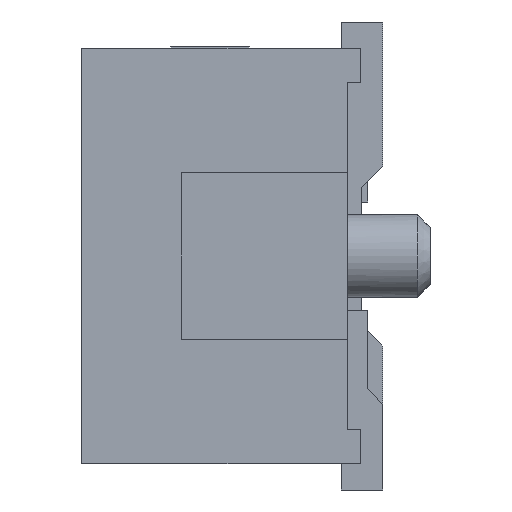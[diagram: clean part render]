
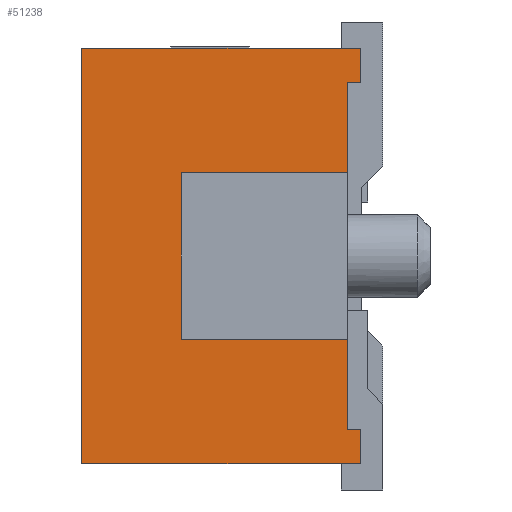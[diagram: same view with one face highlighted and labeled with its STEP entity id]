
A CAD part, left-side view. The second image highlights one B-rep face of the part: STEP entity #51238.
In plain terms, the highlighted planar face has unit normal (-1, 0, 0).
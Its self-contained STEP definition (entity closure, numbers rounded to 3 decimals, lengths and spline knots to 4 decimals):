
#1003=DIRECTION('',(0.,0.,1.));
#1004=VECTOR('',#1003,1.385);
#1005=CARTESIAN_POINT('',(-22.475,0.,-2.655));
#1006=LINE('',#1005,#1004);
#1007=DIRECTION('',(0.,1.,0.));
#1008=VECTOR('',#1007,0.2);
#1009=CARTESIAN_POINT('',(-22.475,-0.2,-2.655));
#1010=LINE('',#1009,#1008);
#1011=DIRECTION('',(0.,0.,1.));
#1012=VECTOR('',#1011,0.52);
#1013=CARTESIAN_POINT('',(-22.475,-0.2,-3.175));
#1014=LINE('',#1013,#1012);
#1015=DIRECTION('',(0.,-1.,0.));
#1016=VECTOR('',#1015,4.26);
#1017=CARTESIAN_POINT('',(-22.475,4.06,-3.175));
#1018=LINE('',#1017,#1016);
#1019=DIRECTION('',(0.,0.,-1.));
#1020=VECTOR('',#1019,6.35);
#1021=CARTESIAN_POINT('',(-22.475,4.06,3.175));
#1022=LINE('',#1021,#1020);
#1023=DIRECTION('',(0.,1.,0.));
#1024=VECTOR('',#1023,4.26);
#1025=CARTESIAN_POINT('',(-22.475,-0.2,3.175));
#1026=LINE('',#1025,#1024);
#1027=DIRECTION('',(0.,0.,1.));
#1028=VECTOR('',#1027,0.52);
#1029=CARTESIAN_POINT('',(-22.475,-0.2,2.655));
#1030=LINE('',#1029,#1028);
#1031=DIRECTION('',(0.,-1.,0.));
#1032=VECTOR('',#1031,0.2);
#1033=CARTESIAN_POINT('',(-22.475,0.,2.655));
#1034=LINE('',#1033,#1032);
#1035=DIRECTION('',(0.,0.,1.));
#1036=VECTOR('',#1035,1.385);
#1037=CARTESIAN_POINT('',(-22.475,0.,1.27));
#1038=LINE('',#1037,#1036);
#36388=DIRECTION('',(0.,1.,0.));
#36389=VECTOR('',#36388,2.54);
#36390=CARTESIAN_POINT('',(-22.475,0.,1.27));
#36391=LINE('',#36390,#36389);
#36475=DIRECTION('',(0.,-1.,0.));
#36476=VECTOR('',#36475,2.54);
#36477=CARTESIAN_POINT('',(-22.475,2.54,-1.27));
#36478=LINE('',#36477,#36476);
#36487=DIRECTION('',(0.,0.,1.));
#36488=VECTOR('',#36487,2.54);
#36489=CARTESIAN_POINT('',(-22.475,2.54,-1.27));
#36490=LINE('',#36489,#36488);
#36511=CARTESIAN_POINT('',(-22.475,0.,2.655));
#36512=VERTEX_POINT('',#36511);
#36513=CARTESIAN_POINT('',(-22.475,0.,1.27));
#36514=VERTEX_POINT('',#36513);
#36527=CARTESIAN_POINT('',(-22.475,0.,-1.27));
#36528=VERTEX_POINT('',#36527);
#36529=CARTESIAN_POINT('',(-22.475,0.,-2.655));
#36530=VERTEX_POINT('',#36529);
#39363=CARTESIAN_POINT('',(-22.475,4.06,-3.175));
#39365=VERTEX_POINT('',#39363);
#39369=CARTESIAN_POINT('',(-22.475,4.06,3.175));
#39370=VERTEX_POINT('',#39369);
#41321=CARTESIAN_POINT('',(-22.475,-0.2,-3.175));
#41322=VERTEX_POINT('',#41321);
#41429=CARTESIAN_POINT('',(-22.475,-0.2,3.175));
#41430=VERTEX_POINT('',#41429);
#43061=CARTESIAN_POINT('',(-22.475,-0.2,2.655));
#43062=VERTEX_POINT('',#43061);
#43731=CARTESIAN_POINT('',(-22.475,-0.2,-2.655));
#43732=VERTEX_POINT('',#43731);
#48009=CARTESIAN_POINT('',(-22.475,2.54,1.27));
#48010=VERTEX_POINT('',#48009);
#48011=CARTESIAN_POINT('',(-22.475,2.54,-1.27));
#48012=VERTEX_POINT('',#48011);
#51212=CARTESIAN_POINT('',(-22.475,1.93,0.));
#51213=DIRECTION('',(1.,0.,0.));
#51214=DIRECTION('',(0.,0.,1.));
#51215=AXIS2_PLACEMENT_3D('',#51212,#51213,#51214);
#51216=PLANE('',#51215);
#51217=ORIENTED_EDGE('',*,*,#50678,.F.);
#51219=ORIENTED_EDGE('',*,*,#51218,.F.);
#51221=ORIENTED_EDGE('',*,*,#51220,.F.);
#51222=ORIENTED_EDGE('',*,*,#50603,.F.);
#51223=ORIENTED_EDGE('',*,*,#48358,.F.);
#51225=ORIENTED_EDGE('',*,*,#51224,.F.);
#51227=ORIENTED_EDGE('',*,*,#51226,.F.);
#51228=ORIENTED_EDGE('',*,*,#51203,.F.);
#51229=ORIENTED_EDGE('',*,*,#50694,.F.);
#51231=ORIENTED_EDGE('',*,*,#51230,.T.);
#51233=ORIENTED_EDGE('',*,*,#51232,.F.);
#51235=ORIENTED_EDGE('',*,*,#51234,.T.);
#51236=EDGE_LOOP('',(#51217,#51219,#51221,#51222,#51223,#51225,#51227,#51228,
#51229,#51231,#51233,#51235));
#51237=FACE_OUTER_BOUND('',#51236,.F.);
#51238=ADVANCED_FACE('',(#51237),#51216,.F.);
#48358=EDGE_CURVE('',#39370,#39365,#1022,.T.);
#50603=EDGE_CURVE('',#39365,#41322,#1018,.T.);
#50678=EDGE_CURVE('',#36530,#36528,#1006,.T.);
#50694=EDGE_CURVE('',#36514,#36512,#1038,.T.);
#51203=EDGE_CURVE('',#36512,#43062,#1034,.T.);
#51218=EDGE_CURVE('',#43732,#36530,#1010,.T.);
#51220=EDGE_CURVE('',#41322,#43732,#1014,.T.);
#51224=EDGE_CURVE('',#41430,#39370,#1026,.T.);
#51226=EDGE_CURVE('',#43062,#41430,#1030,.T.);
#51230=EDGE_CURVE('',#36514,#48010,#36391,.T.);
#51232=EDGE_CURVE('',#48012,#48010,#36490,.T.);
#51234=EDGE_CURVE('',#48012,#36528,#36478,.T.);
